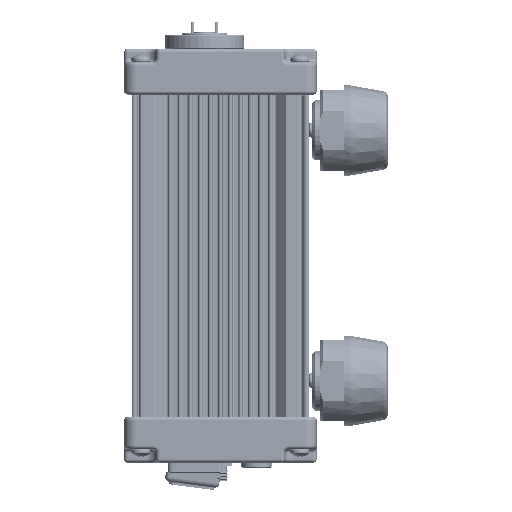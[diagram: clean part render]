
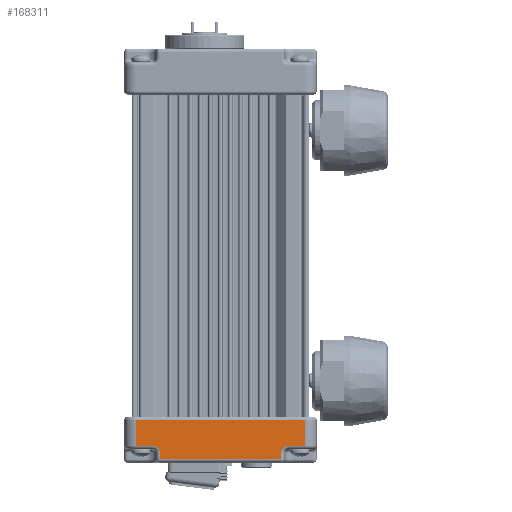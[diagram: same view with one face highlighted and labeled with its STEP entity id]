
A CAD part, left-side view. The second image highlights one B-rep face of the part: STEP entity #168311.
In plain terms, the highlighted planar face has unit normal (-1, 0, 0).
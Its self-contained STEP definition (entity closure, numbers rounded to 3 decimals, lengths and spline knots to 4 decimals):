
#4620 = ORIENTED_EDGE ( 'NONE', *, *, #113320, .T. ) ;
#5195 = VECTOR ( 'NONE', #213010, 39.3701 ) ;
#12303 = VERTEX_POINT ( 'NONE', #70423 ) ;
#19544 = DIRECTION ( 'NONE',  ( 0., 1., 0. ) ) ;
#21015 = CARTESIAN_POINT ( 'NONE',  ( -5.7031, 5.3242, -1.4881 ) ) ;
#23650 = VERTEX_POINT ( 'NONE', #42224 ) ;
#30277 = CARTESIAN_POINT ( 'NONE',  ( -5.7031, 4.9305, -2.1967 ) ) ;
#31136 = VERTEX_POINT ( 'NONE', #35702 ) ;
#33523 = AXIS2_PLACEMENT_3D ( 'NONE', #127590, #109850, #196380 ) ;
#35392 = ORIENTED_EDGE ( 'NONE', *, *, #70208, .T. ) ;
#35702 = CARTESIAN_POINT ( 'NONE',  ( -5.7031, 2.7927, -1.9133 ) ) ;
#36436 = DIRECTION ( 'NONE',  ( 1., 0., 0. ) ) ;
#40877 = ORIENTED_EDGE ( 'NONE', *, *, #126526, .F. ) ;
#42224 = CARTESIAN_POINT ( 'NONE',  ( -5.7031, 2.9108, -2.0314 ) ) ;
#42971 = ORIENTED_EDGE ( 'NONE', *, *, #68895, .F. ) ;
#44078 = VERTEX_POINT ( 'NONE', #155219 ) ;
#46731 = CARTESIAN_POINT ( 'NONE',  ( -5.7031, 5.3242, -1.9133 ) ) ;
#55058 = VECTOR ( 'NONE', #99830, 39.3701 ) ;
#58441 = CARTESIAN_POINT ( 'NONE',  ( -5.7031, 2.9108, -2.1377 ) ) ;
#63402 = CARTESIAN_POINT ( 'NONE',  ( -5.7031, 2.5171, -1.4881 ) ) ;
#64196 = ORIENTED_EDGE ( 'NONE', *, *, #93150, .T. ) ;
#68895 = EDGE_CURVE ( 'NONE', #31136, #23650, #143295, .T. ) ;
#70208 = EDGE_CURVE ( 'NONE', #124175, #73207, #209153, .T. ) ;
#70423 = CARTESIAN_POINT ( 'NONE',  ( -5.7031, 4.9305, -2.0314 ) ) ;
#70808 = VECTOR ( 'NONE', #19544, 39.3701 ) ;
#73207 = VERTEX_POINT ( 'NONE', #63402 ) ;
#80320 = ORIENTED_EDGE ( 'NONE', *, *, #147106, .T. ) ;
#85266 = VERTEX_POINT ( 'NONE', #216531 ) ;
#86373 = CARTESIAN_POINT ( 'NONE',  ( -5.7031, 4.9895, -1.9133 ) ) ;
#86943 = CARTESIAN_POINT ( 'NONE',  ( -5.7031, 5.521, -1.9133 ) ) ;
#87783 = VERTEX_POINT ( 'NONE', #136440 ) ;
#91503 = DIRECTION ( 'NONE',  ( -1., 0., 0. ) ) ;
#92730 = AXIS2_PLACEMENT_3D ( 'NONE', #203038, #36436, #101630 ) ;
#92996 = CARTESIAN_POINT ( 'NONE',  ( -5.7031, 5.3242, -2.1967 ) ) ;
#93150 = EDGE_CURVE ( 'NONE', #128811, #87783, #101397, .T. ) ;
#95191 = DIRECTION ( 'NONE',  ( 0., 0., -1. ) ) ;
#98228 = ORIENTED_EDGE ( 'NONE', *, *, #151804, .T. ) ;
#99830 = DIRECTION ( 'NONE',  ( 0., 0., -1. ) ) ;
#101013 = FACE_OUTER_BOUND ( 'NONE', #198905, .T. ) ;
#101250 = ORIENTED_EDGE ( 'NONE', *, *, #211115, .T. ) ;
#101397 = LINE ( 'NONE', #86373, #119941 ) ;
#101630 = DIRECTION ( 'NONE',  ( 0., 0., 1. ) ) ;
#107103 = CARTESIAN_POINT ( 'NONE',  ( -5.7031, 2.7927, -2.0314 ) ) ;
#109850 = DIRECTION ( 'NONE',  ( -1., 0., 0. ) ) ;
#112803 = CARTESIAN_POINT ( 'NONE',  ( -5.7031, 2.5171, -1.9133 ) ) ;
#113320 = EDGE_CURVE ( 'NONE', #153040, #23650, #191496, .T. ) ;
#116144 = EDGE_CURVE ( 'NONE', #85266, #128811, #124930, .T. ) ;
#119941 = VECTOR ( 'NONE', #204785, 39.3701 ) ;
#124175 = VERTEX_POINT ( 'NONE', #112803 ) ;
#124930 = LINE ( 'NONE', #92996, #209617 ) ;
#126526 = EDGE_CURVE ( 'NONE', #12303, #87783, #141730, .T. ) ;
#127590 = CARTESIAN_POINT ( 'NONE',  ( -5.7031, 5.0486, -2.0314 ) ) ;
#128811 = VERTEX_POINT ( 'NONE', #46731 ) ;
#136440 = CARTESIAN_POINT ( 'NONE',  ( -5.7031, 5.0486, -1.9133 ) ) ;
#137943 = ORIENTED_EDGE ( 'NONE', *, *, #213985, .T. ) ;
#138020 = DIRECTION ( 'NONE',  ( 0., -1., 0. ) ) ;
#141730 = CIRCLE ( 'NONE', #33523, 0.1181 ) ;
#142177 = VECTOR ( 'NONE', #138020, 39.3701 ) ;
#143295 = CIRCLE ( 'NONE', #168171, 0.1181 ) ;
#147106 = EDGE_CURVE ( 'NONE', #73207, #85266, #163613, .T. ) ;
#151804 = EDGE_CURVE ( 'NONE', #12303, #44078, #155699, .T. ) ;
#153040 = VERTEX_POINT ( 'NONE', #58441 ) ;
#155219 = CARTESIAN_POINT ( 'NONE',  ( -5.7031, 4.9305, -2.1377 ) ) ;
#155699 = LINE ( 'NONE', #30277, #55058 ) ;
#163436 = CARTESIAN_POINT ( 'NONE',  ( -5.7031, 5.521, -2.1377 ) ) ;
#163613 = LINE ( 'NONE', #21015, #70808 ) ;
#165354 = PLANE ( 'NONE',  #92730 ) ;
#168171 = AXIS2_PLACEMENT_3D ( 'NONE', #107103, #91503, #193620 ) ;
#168311 = ADVANCED_FACE ( 'NONE', ( #101013 ), #165354, .F. ) ;
#172203 = VECTOR ( 'NONE', #201183, 39.3701 ) ;
#182699 = LINE ( 'NONE', #163436, #5195 ) ;
#183955 = DIRECTION ( 'NONE',  ( 0., 0., 1. ) ) ;
#184673 = CARTESIAN_POINT ( 'NONE',  ( -5.7031, 2.9108, -2.1967 ) ) ;
#187176 = LINE ( 'NONE', #86943, #142177 ) ;
#191496 = LINE ( 'NONE', #184673, #218037 ) ;
#193620 = DIRECTION ( 'NONE',  ( 0., 0., 1. ) ) ;
#196380 = DIRECTION ( 'NONE',  ( 0., 0., 1. ) ) ;
#198905 = EDGE_LOOP ( 'NONE', ( #35392, #80320, #199931, #64196, #40877, #98228, #101250, #4620, #42971, #137943 ) ) ;
#199931 = ORIENTED_EDGE ( 'NONE', *, *, #116144, .T. ) ;
#201183 = DIRECTION ( 'NONE',  ( 0., 0., 1. ) ) ;
#203038 = CARTESIAN_POINT ( 'NONE',  ( -5.7031, 5.521, -2.1967 ) ) ;
#204785 = DIRECTION ( 'NONE',  ( 0., -1., 0. ) ) ;
#209153 = LINE ( 'NONE', #218909, #172203 ) ;
#209617 = VECTOR ( 'NONE', #95191, 39.3701 ) ;
#211115 = EDGE_CURVE ( 'NONE', #44078, #153040, #182699, .T. ) ;
#213010 = DIRECTION ( 'NONE',  ( 0., -1., 0. ) ) ;
#213985 = EDGE_CURVE ( 'NONE', #31136, #124175, #187176, .T. ) ;
#216531 = CARTESIAN_POINT ( 'NONE',  ( -5.7031, 5.3242, -1.4881 ) ) ;
#218037 = VECTOR ( 'NONE', #183955, 39.3701 ) ;
#218909 = CARTESIAN_POINT ( 'NONE',  ( -5.7031, 2.5171, -2.1967 ) ) ;
